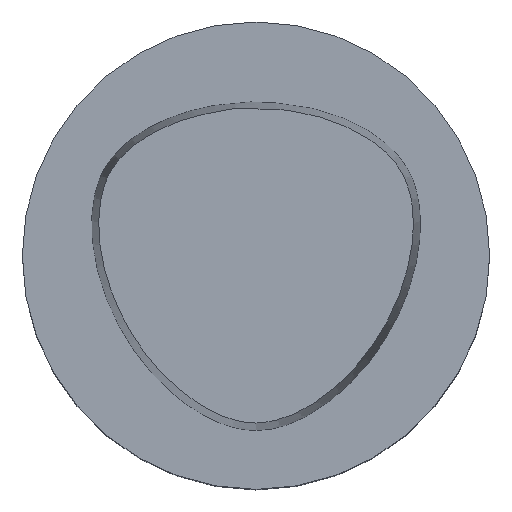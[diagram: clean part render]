
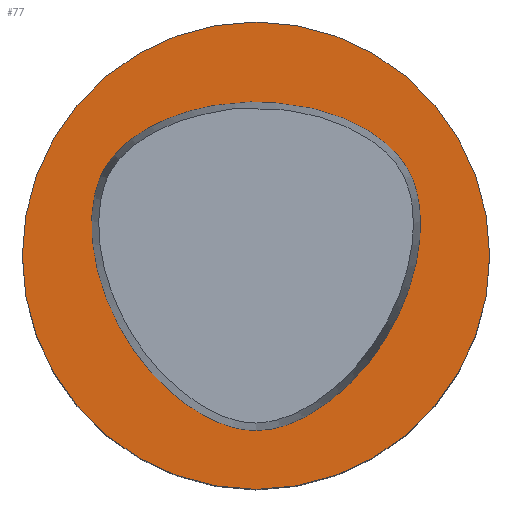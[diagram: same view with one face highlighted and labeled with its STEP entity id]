
A CAD part, top view. The second image highlights one B-rep face of the part: STEP entity #77.
In plain terms, the highlighted planar face has unit normal (0, 0, 1).
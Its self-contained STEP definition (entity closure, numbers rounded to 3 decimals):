
#77=ADVANCED_FACE('',(#91,#92),#93,.T.);
#91=FACE_BOUND('',#504,.T.);
#92=FACE_OUTER_BOUND('',#505,.T.);
#93=PLANE('',#506);
#504=EDGE_LOOP('',(#538));
#505=EDGE_LOOP('',(#539));
#506=AXIS2_PLACEMENT_3D('',#540,#541,#542);
#538=ORIENTED_EDGE('',*,*,#583,.T.);
#539=ORIENTED_EDGE('',*,*,#585,.T.);
#540=CARTESIAN_POINT('',(0.,12.495,0.));
#541=DIRECTION('',(0.,0.,1.0));
#542=DIRECTION('',(0.,1.0,0.));
#583=EDGE_CURVE('',#595,#595,#596,.T.);
#585=EDGE_CURVE('',#598,#598,#599,.T.);
#595=VERTEX_POINT('',#664);
#596=B_SPLINE_CURVE_WITH_KNOTS('',3,(#665,#666,#667,#668,#669,#670,#671,#672,#673,#674,#675,#676,#677,#678,#679,#680,#681,#682,#683,#684,#685,#686,#687,#688,#689,#690,#691,#692,#693,#694,#695,#696,#697,#698,#699,#700,#701,#702,#703,#704,#705,#706,#707,#708,#709,#710,#711,#712,#713,#714,#715,#716,#717,#718,#719,#720,#721,#722,#723,#724,#725,#726,#727,#728,#729,#730,#731,#732,#733,#734,#735,#736,#737,#738,#739,#740,#741,#742,#743,#744,#745,#746,#747,#748,#749,#750,#751,#752,#753,#754,#755,#756,#757,#758,#759,#760),.UNSPECIFIED.,.T.,.F.,(4,2,2,2,2,2,2,2,2,2,2,2,2,2,2,2,2,2,2,2,2,2,2,2,2,2,2,2,2,2,2,2,2,2,2,2,2,2,2,2,2,2,2,2,2,2,2,4),(0.0,0.,0.023,0.046,0.069,0.091,0.112,0.133,0.153,0.173,0.194,0.214,0.236,0.257,0.28,0.302,0.326,0.349,0.372,0.395,0.417,0.438,0.459,0.48,0.5,0.52,0.541,0.562,0.583,0.605,0.628,0.651,0.674,0.698,0.72,0.743,0.764,0.786,0.806,0.827,0.847,0.867,0.888,0.909,0.931,0.954,0.977,1.0),.UNSPECIFIED.);
#598=VERTEX_POINT('',#765);
#599=CIRCLE('',#766,24.99);
#664=CARTESIAN_POINT('',(-0.001,-18.694,0.));
#665=CARTESIAN_POINT('',(-0.001,-18.694,0.));
#666=CARTESIAN_POINT('',(-0.011,-18.694,0.));
#667=CARTESIAN_POINT('',(-0.02,-18.694,0.));
#668=CARTESIAN_POINT('',(-0.871,-18.695,0.));
#669=CARTESIAN_POINT('',(-1.713,-18.556,0.));
#670=CARTESIAN_POINT('',(-3.347,-18.108,0.));
#671=CARTESIAN_POINT('',(-4.138,-17.797,0.0));
#672=CARTESIAN_POINT('',(-5.644,-17.061,0.));
#673=CARTESIAN_POINT('',(-6.361,-16.639,0.));
#674=CARTESIAN_POINT('',(-7.712,-15.718,0.));
#675=CARTESIAN_POINT('',(-8.348,-15.221,0.));
#676=CARTESIAN_POINT('',(-9.549,-14.18,0.0));
#677=CARTESIAN_POINT('',(-10.114,-13.638,0.));
#678=CARTESIAN_POINT('',(-11.179,-12.514,0.));
#679=CARTESIAN_POINT('',(-11.678,-11.934,0.0));
#680=CARTESIAN_POINT('',(-12.616,-10.742,0.));
#681=CARTESIAN_POINT('',(-13.055,-10.13,0.0));
#682=CARTESIAN_POINT('',(-13.877,-8.876,0.));
#683=CARTESIAN_POINT('',(-14.26,-8.233,0.));
#684=CARTESIAN_POINT('',(-14.972,-6.916,0.));
#685=CARTESIAN_POINT('',(-15.3,-6.242,0.0));
#686=CARTESIAN_POINT('',(-15.902,-4.857,0.0));
#687=CARTESIAN_POINT('',(-16.174,-4.147,0.));
#688=CARTESIAN_POINT('',(-16.658,-2.689,0.0));
#689=CARTESIAN_POINT('',(-16.869,-1.941,0.0));
#690=CARTESIAN_POINT('',(-17.218,-0.406,0.0));
#691=CARTESIAN_POINT('',(-17.354,0.381,0.0));
#692=CARTESIAN_POINT('',(-17.542,1.99,0.0));
#693=CARTESIAN_POINT('',(-17.59,2.813,0.0));
#694=CARTESIAN_POINT('',(-17.564,4.476,0.0));
#695=CARTESIAN_POINT('',(-17.486,5.317,0.0));
#696=CARTESIAN_POINT('',(-17.171,6.985,0.0));
#697=CARTESIAN_POINT('',(-16.933,7.811,0.0));
#698=CARTESIAN_POINT('',(-16.223,9.36,0.0));
#699=CARTESIAN_POINT('',(-15.753,10.083,0.0));
#700=CARTESIAN_POINT('',(-14.646,11.379,0.0));
#701=CARTESIAN_POINT('',(-14.011,11.953,0.0));
#702=CARTESIAN_POINT('',(-12.665,12.971,0.0));
#703=CARTESIAN_POINT('',(-11.955,13.418,0.));
#704=CARTESIAN_POINT('',(-10.5,14.197,0.0));
#705=CARTESIAN_POINT('',(-9.758,14.532,0.));
#706=CARTESIAN_POINT('',(-8.263,15.113,0.));
#707=CARTESIAN_POINT('',(-7.511,15.361,0.));
#708=CARTESIAN_POINT('',(-6.005,15.774,0.0));
#709=CARTESIAN_POINT('',(-5.251,15.94,0.));
#710=CARTESIAN_POINT('',(-3.745,16.178,0.));
#711=CARTESIAN_POINT('',(-2.993,16.252,0.));
#712=CARTESIAN_POINT('',(-1.489,16.39,0.));
#713=CARTESIAN_POINT('',(-0.738,16.454,0.));
#714=CARTESIAN_POINT('',(0.759,16.454,0.));
#715=CARTESIAN_POINT('',(1.505,16.392,0.));
#716=CARTESIAN_POINT('',(3.002,16.253,0.));
#717=CARTESIAN_POINT('',(3.753,16.176,0.));
#718=CARTESIAN_POINT('',(5.259,15.935,0.));
#719=CARTESIAN_POINT('',(6.013,15.769,0.));
#720=CARTESIAN_POINT('',(7.522,15.364,0.0));
#721=CARTESIAN_POINT('',(8.275,15.122,0.0));
#722=CARTESIAN_POINT('',(9.771,14.545,0.));
#723=CARTESIAN_POINT('',(10.514,14.208,0.0));
#724=CARTESIAN_POINT('',(11.964,13.421,0.));
#725=CARTESIAN_POINT('',(12.67,12.968,0.));
#726=CARTESIAN_POINT('',(14.011,11.942,0.0));
#727=CARTESIAN_POINT('',(14.644,11.366,0.0));
#728=CARTESIAN_POINT('',(15.747,10.068,0.));
#729=CARTESIAN_POINT('',(16.217,9.345,0.0));
#730=CARTESIAN_POINT('',(16.93,7.799,0.));
#731=CARTESIAN_POINT('',(17.173,6.976,0.0));
#732=CARTESIAN_POINT('',(17.495,5.311,0.0));
#733=CARTESIAN_POINT('',(17.574,4.469,0.0));
#734=CARTESIAN_POINT('',(17.598,2.805,0.0));
#735=CARTESIAN_POINT('',(17.546,1.982,0.0));
#736=CARTESIAN_POINT('',(17.353,0.374,0.0));
#737=CARTESIAN_POINT('',(17.214,-0.413,0.0));
#738=CARTESIAN_POINT('',(16.864,-1.947,0.0));
#739=CARTESIAN_POINT('',(16.655,-2.696,0.0));
#740=CARTESIAN_POINT('',(16.172,-4.154,0.0));
#741=CARTESIAN_POINT('',(15.9,-4.864,0.0));
#742=CARTESIAN_POINT('',(15.298,-6.248,0.0));
#743=CARTESIAN_POINT('',(14.969,-6.923,0.0));
#744=CARTESIAN_POINT('',(14.256,-8.24,0.0));
#745=CARTESIAN_POINT('',(13.873,-8.882,0.0));
#746=CARTESIAN_POINT('',(13.052,-10.136,0.0));
#747=CARTESIAN_POINT('',(12.612,-10.748,0.0));
#748=CARTESIAN_POINT('',(11.674,-11.94,0.0));
#749=CARTESIAN_POINT('',(11.173,-12.519,0.0));
#750=CARTESIAN_POINT('',(10.107,-13.641,0.));
#751=CARTESIAN_POINT('',(9.541,-14.183,0.0));
#752=CARTESIAN_POINT('',(8.337,-15.22,0.));
#753=CARTESIAN_POINT('',(7.7,-15.714,0.0));
#754=CARTESIAN_POINT('',(6.351,-16.64,0.));
#755=CARTESIAN_POINT('',(5.639,-17.071,0.));
#756=CARTESIAN_POINT('',(4.137,-17.815,0.));
#757=CARTESIAN_POINT('',(3.346,-18.127,0.));
#758=CARTESIAN_POINT('',(1.703,-18.565,0.));
#759=CARTESIAN_POINT('',(0.849,-18.69,0.0));
#760=CARTESIAN_POINT('',(-0.001,-18.694,0.));
#765=CARTESIAN_POINT('',(0.,24.99,0.));
#766=AXIS2_PLACEMENT_3D('',#781,#782,#783);
#781=CARTESIAN_POINT('',(0.0,0.0,0.0));
#782=DIRECTION('',(0.,0.,1.0));
#783=DIRECTION('',(0.,1.0,0.));
